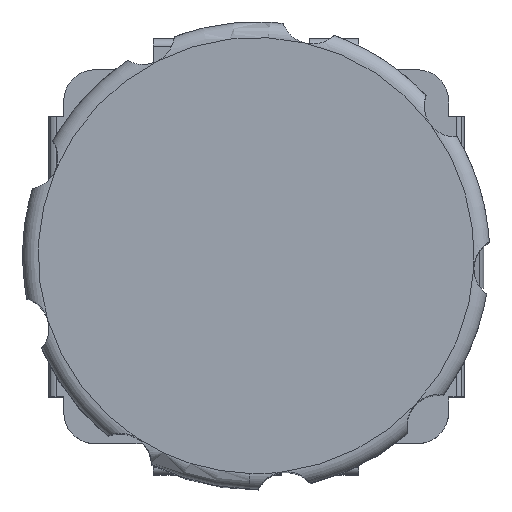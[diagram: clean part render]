
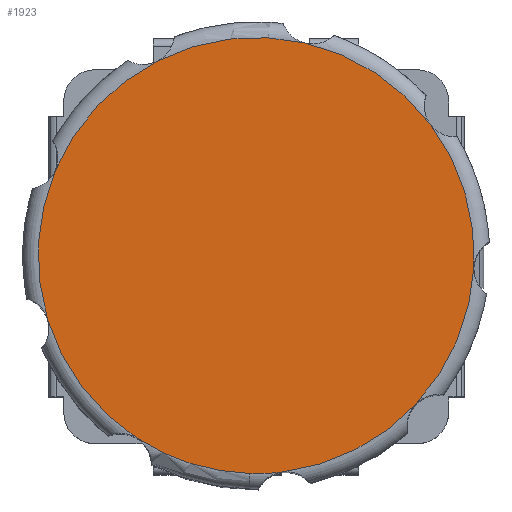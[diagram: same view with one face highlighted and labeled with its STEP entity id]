
A CAD part, top view. The second image highlights one B-rep face of the part: STEP entity #1923.
In plain terms, the highlighted face is planar.
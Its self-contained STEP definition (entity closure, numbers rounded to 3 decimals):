
#52 = CARTESIAN_POINT ( 'NONE',  ( 0., 16.5, 0. ) ) ;
#100 = VERTEX_POINT ( 'NONE', #5892 ) ;
#139 = ORIENTED_EDGE ( 'NONE', *, *, #1424, .T. ) ;
#247 = CIRCLE ( 'NONE', #3715, 7. ) ;
#439 = CARTESIAN_POINT ( 'NONE',  ( 0., 16.5, 0. ) ) ;
#535 = DIRECTION ( 'NONE',  ( 0., 0., 1. ) ) ;
#830 = VERTEX_POINT ( 'NONE', #4411 ) ;
#1065 = CARTESIAN_POINT ( 'NONE',  ( 0., 16.5, 0. ) ) ;
#1145 = CARTESIAN_POINT ( 'NONE',  ( 0., 16.5, 0. ) ) ;
#1232 = VERTEX_POINT ( 'NONE', #6206 ) ;
#1424 = EDGE_CURVE ( 'NONE', #6321, #5545, #3709, .T. ) ;
#1427 = DIRECTION ( 'NONE',  ( 0., 1., 0. ) ) ;
#1464 = CARTESIAN_POINT ( 'NONE',  ( 0., 16.5, 0. ) ) ;
#1580 = EDGE_CURVE ( 'NONE', #7117, #2700, #247, .T. ) ;
#1692 = EDGE_CURVE ( 'NONE', #6587, #100, #6184, .T. ) ;
#1923 = ADVANCED_FACE ( 'NONE', ( #4049 ), #6812, .T. ) ;
#1934 = AXIS2_PLACEMENT_3D ( 'NONE', #4437, #6592, #7209 ) ;
#1965 = DIRECTION ( 'NONE',  ( 0., 1., 0. ) ) ;
#2160 = EDGE_CURVE ( 'NONE', #100, #830, #4075, .T. ) ;
#2322 = CIRCLE ( 'NONE', #5636, 7. ) ;
#2345 = CIRCLE ( 'NONE', #7704, 7. ) ;
#2552 = AXIS2_PLACEMENT_3D ( 'NONE', #1065, #4513, #8633 ) ;
#2700 = VERTEX_POINT ( 'NONE', #3086 ) ;
#2799 = DIRECTION ( 'NONE',  ( 0., 1., 0. ) ) ;
#2934 = ORIENTED_EDGE ( 'NONE', *, *, #3976, .T. ) ;
#3086 = CARTESIAN_POINT ( 'NONE',  ( -3.353, 16.5, -6.145 ) ) ;
#3185 = DIRECTION ( 'NONE',  ( 0., 0., 1. ) ) ;
#3374 = ORIENTED_EDGE ( 'NONE', *, *, #5054, .T. ) ;
#3517 = AXIS2_PLACEMENT_3D ( 'NONE', #8076, #4578, #535 ) ;
#3524 = ORIENTED_EDGE ( 'NONE', *, *, #1692, .T. ) ;
#3692 = DIRECTION ( 'NONE',  ( 0., 1., 0. ) ) ;
#3709 = CIRCLE ( 'NONE', #8191, 7. ) ;
#3715 = AXIS2_PLACEMENT_3D ( 'NONE', #8412, #4296, #5646 ) ;
#3798 = CARTESIAN_POINT ( 'NONE',  ( -6.634, 16.5, 2.235 ) ) ;
#3882 = DIRECTION ( 'NONE',  ( 0., 0., 1. ) ) ;
#3976 = EDGE_CURVE ( 'NONE', #5545, #1232, #6511, .T. ) ;
#4049 = FACE_OUTER_BOUND ( 'NONE', #7164, .T. ) ;
#4075 = CIRCLE ( 'NONE', #6391, 7. ) ;
#4236 = AXIS2_PLACEMENT_3D ( 'NONE', #6266, #1427, #6075 ) ;
#4296 = DIRECTION ( 'NONE',  ( 0., 1., 0. ) ) ;
#4411 = CARTESIAN_POINT ( 'NONE',  ( 6.998, 16.5, 0.169 ) ) ;
#4437 = CARTESIAN_POINT ( 'NONE',  ( 0., 16.5, 0. ) ) ;
#4513 = DIRECTION ( 'NONE',  ( 0., 1., 0. ) ) ;
#4578 = DIRECTION ( 'NONE',  ( 0., 1., 0. ) ) ;
#4755 = DIRECTION ( 'NONE',  ( 0., 1., 0. ) ) ;
#5054 = EDGE_CURVE ( 'NONE', #7092, #7117, #2322, .T. ) ;
#5174 = ORIENTED_EDGE ( 'NONE', *, *, #6629, .T. ) ;
#5445 = DIRECTION ( 'NONE',  ( 0., 0., 1. ) ) ;
#5540 = CIRCLE ( 'NONE', #6692, 7. ) ;
#5545 = VERTEX_POINT ( 'NONE', #6073 ) ;
#5636 = AXIS2_PLACEMENT_3D ( 'NONE', #7627, #6770, #5445 ) ;
#5646 = DIRECTION ( 'NONE',  ( 0., 0., 1. ) ) ;
#5892 = CARTESIAN_POINT ( 'NONE',  ( 5.252, 16.5, 4.627 ) ) ;
#6073 = CARTESIAN_POINT ( 'NONE',  ( -3.645, 16.5, 5.976 ) ) ;
#6075 = DIRECTION ( 'NONE',  ( 0., 0., 1. ) ) ;
#6184 = CIRCLE ( 'NONE', #2552, 7. ) ;
#6206 = CARTESIAN_POINT ( 'NONE',  ( 0., 16.5, 7. ) ) ;
#6266 = CARTESIAN_POINT ( 'NONE',  ( 0., 16.5, 0. ) ) ;
#6306 = EDGE_CURVE ( 'NONE', #1232, #6587, #2345, .T. ) ;
#6321 = VERTEX_POINT ( 'NONE', #3798 ) ;
#6391 = AXIS2_PLACEMENT_3D ( 'NONE', #439, #3692, #3185 ) ;
#6488 = CARTESIAN_POINT ( 'NONE',  ( -6.518, 16.5, -2.552 ) ) ;
#6511 = CIRCLE ( 'NONE', #7227, 7. ) ;
#6586 = CARTESIAN_POINT ( 'NONE',  ( 5.469, 16.5, -4.369 ) ) ;
#6587 = VERTEX_POINT ( 'NONE', #6718 ) ;
#6592 = DIRECTION ( 'NONE',  ( 0., 1., 0. ) ) ;
#6629 = EDGE_CURVE ( 'NONE', #2700, #7081, #8286, .T. ) ;
#6666 = EDGE_CURVE ( 'NONE', #830, #7092, #8146, .T. ) ;
#6692 = AXIS2_PLACEMENT_3D ( 'NONE', #52, #2799, #8405 ) ;
#6718 = CARTESIAN_POINT ( 'NONE',  ( 1.049, 16.5, 6.921 ) ) ;
#6727 = CARTESIAN_POINT ( 'NONE',  ( 0., 16.5, 0. ) ) ;
#6770 = DIRECTION ( 'NONE',  ( 0., 1., 0. ) ) ;
#6812 = PLANE ( 'NONE',  #3517 ) ;
#6892 = DIRECTION ( 'NONE',  ( 0., 0., 1. ) ) ;
#7081 = VERTEX_POINT ( 'NONE', #6488 ) ;
#7092 = VERTEX_POINT ( 'NONE', #6586 ) ;
#7117 = VERTEX_POINT ( 'NONE', #7160 ) ;
#7160 = CARTESIAN_POINT ( 'NONE',  ( 1.381, 16.5, -6.862 ) ) ;
#7164 = EDGE_LOOP ( 'NONE', ( #3524, #8836, #8838, #3374, #7418, #5174, #8529, #139, #2934, #8223 ) ) ;
#7209 = DIRECTION ( 'NONE',  ( 0., 0., 1. ) ) ;
#7227 = AXIS2_PLACEMENT_3D ( 'NONE', #6727, #4755, #7530 ) ;
#7418 = ORIENTED_EDGE ( 'NONE', *, *, #1580, .T. ) ;
#7425 = EDGE_CURVE ( 'NONE', #7081, #6321, #5540, .T. ) ;
#7530 = DIRECTION ( 'NONE',  ( 0., 0., 1. ) ) ;
#7627 = CARTESIAN_POINT ( 'NONE',  ( 0., 16.5, 0. ) ) ;
#7704 = AXIS2_PLACEMENT_3D ( 'NONE', #1145, #8666, #3882 ) ;
#8076 = CARTESIAN_POINT ( 'NONE',  ( 0., 16.5, 0. ) ) ;
#8146 = CIRCLE ( 'NONE', #4236, 7. ) ;
#8191 = AXIS2_PLACEMENT_3D ( 'NONE', #1464, #1965, #6892 ) ;
#8223 = ORIENTED_EDGE ( 'NONE', *, *, #6306, .T. ) ;
#8286 = CIRCLE ( 'NONE', #1934, 7. ) ;
#8405 = DIRECTION ( 'NONE',  ( 0., 0., 1. ) ) ;
#8412 = CARTESIAN_POINT ( 'NONE',  ( 0., 16.5, 0. ) ) ;
#8529 = ORIENTED_EDGE ( 'NONE', *, *, #7425, .T. ) ;
#8633 = DIRECTION ( 'NONE',  ( 0., 0., 1. ) ) ;
#8666 = DIRECTION ( 'NONE',  ( 0., 1., 0. ) ) ;
#8836 = ORIENTED_EDGE ( 'NONE', *, *, #2160, .T. ) ;
#8838 = ORIENTED_EDGE ( 'NONE', *, *, #6666, .T. ) ;
